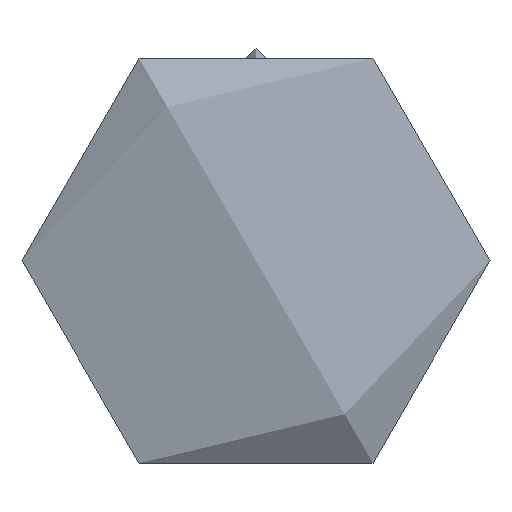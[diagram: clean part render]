
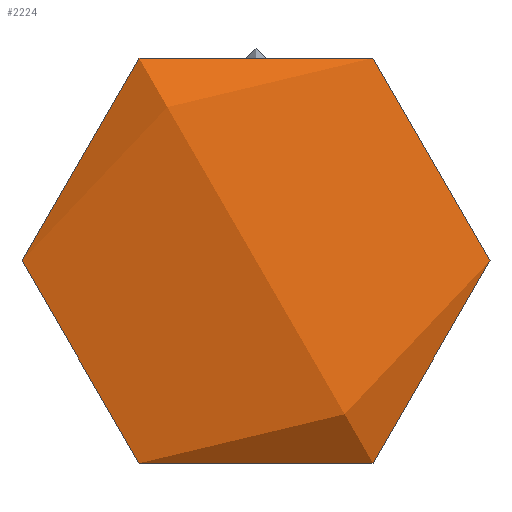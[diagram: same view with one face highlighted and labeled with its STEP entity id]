
A CAD part, left-side view. The second image highlights one B-rep face of the part: STEP entity #2224.
In plain terms, the highlighted free-form (B-spline) face has degree [1, 2] with [2, 9] control points.
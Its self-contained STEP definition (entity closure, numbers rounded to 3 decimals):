
#1884 = EDGE_CURVE('',#1885,#1887,#1889,.T.);
#1885 = VERTEX_POINT('',#1886);
#1886 = CARTESIAN_POINT('',(-13.856,1.938,
    0.));
#1887 = VERTEX_POINT('',#1888);
#1888 = CARTESIAN_POINT('',(-6.928,1.938,-12.));
#1889 = ( BOUNDED_CURVE() B_SPLINE_CURVE(2,(#1890,#1891,#1892),
.UNSPECIFIED.,.F.,.F.) B_SPLINE_CURVE_WITH_KNOTS((3,3),(
0.025,1.436),.PIECEWISE_BEZIER_KNOTS.) CURVE() 
GEOMETRIC_REPRESENTATION_ITEM() RATIONAL_B_SPLINE_CURVE((1.006,
1.161,1.006)) REPRESENTATION_ITEM('') );
#1890 = CARTESIAN_POINT('',(-13.856,1.938,
    0.));
#1891 = CARTESIAN_POINT('',(-10.392,-0.062,-6.));
#1892 = CARTESIAN_POINT('',(-6.928,1.938,-12.));
#1922 = EDGE_CURVE('',#1887,#1923,#1925,.T.);
#1923 = VERTEX_POINT('',#1924);
#1924 = CARTESIAN_POINT('',(6.928,1.938,-12.));
#1925 = ( BOUNDED_CURVE() B_SPLINE_CURVE(2,(#1926,#1927,#1928),
.UNSPECIFIED.,.F.,.F.) B_SPLINE_CURVE_WITH_KNOTS((3,3),(
0.025,1.436),.PIECEWISE_BEZIER_KNOTS.) CURVE() 
GEOMETRIC_REPRESENTATION_ITEM() RATIONAL_B_SPLINE_CURVE((1.006,
1.161,1.006)) REPRESENTATION_ITEM('') );
#1926 = CARTESIAN_POINT('',(-6.928,1.938,-12.));
#1927 = CARTESIAN_POINT('',(0.,-0.062,-12.)
  );
#1928 = CARTESIAN_POINT('',(6.928,1.938,-12.));
#1952 = EDGE_CURVE('',#1923,#1953,#1955,.T.);
#1953 = VERTEX_POINT('',#1954);
#1954 = CARTESIAN_POINT('',(13.856,1.938,
    0.));
#1955 = ( BOUNDED_CURVE() B_SPLINE_CURVE(2,(#1956,#1957,#1958),
.UNSPECIFIED.,.F.,.F.) B_SPLINE_CURVE_WITH_KNOTS((3,3),(
0.025,1.436),.PIECEWISE_BEZIER_KNOTS.) CURVE() 
GEOMETRIC_REPRESENTATION_ITEM() RATIONAL_B_SPLINE_CURVE((1.006,
1.161,1.006)) REPRESENTATION_ITEM('') );
#1956 = CARTESIAN_POINT('',(6.928,1.938,-12.));
#1957 = CARTESIAN_POINT('',(10.392,-0.062,-6.));
#1958 = CARTESIAN_POINT('',(13.856,1.938,
    0.));
#1982 = EDGE_CURVE('',#1953,#1983,#1985,.T.);
#1983 = VERTEX_POINT('',#1984);
#1984 = CARTESIAN_POINT('',(6.928,1.938,12.));
#1985 = ( BOUNDED_CURVE() B_SPLINE_CURVE(2,(#1986,#1987,#1988),
.UNSPECIFIED.,.F.,.F.) B_SPLINE_CURVE_WITH_KNOTS((3,3),(
0.025,1.436),.PIECEWISE_BEZIER_KNOTS.) CURVE() 
GEOMETRIC_REPRESENTATION_ITEM() RATIONAL_B_SPLINE_CURVE((1.006,
1.161,1.006)) REPRESENTATION_ITEM('') );
#1986 = CARTESIAN_POINT('',(13.856,1.938,
    0.));
#1987 = CARTESIAN_POINT('',(10.392,-0.062,6.));
#1988 = CARTESIAN_POINT('',(6.928,1.938,12.));
#2012 = EDGE_CURVE('',#1983,#2013,#2015,.T.);
#2013 = VERTEX_POINT('',#2014);
#2014 = CARTESIAN_POINT('',(-6.928,1.938,12.));
#2015 = ( BOUNDED_CURVE() B_SPLINE_CURVE(2,(#2016,#2017,#2018),
.UNSPECIFIED.,.F.,.F.) B_SPLINE_CURVE_WITH_KNOTS((3,3),(
0.025,1.436),.PIECEWISE_BEZIER_KNOTS.) CURVE() 
GEOMETRIC_REPRESENTATION_ITEM() RATIONAL_B_SPLINE_CURVE((1.006,
1.161,1.006)) REPRESENTATION_ITEM('') );
#2016 = CARTESIAN_POINT('',(6.928,1.938,12.));
#2017 = CARTESIAN_POINT('',(0.,-0.062,12.)
  );
#2018 = CARTESIAN_POINT('',(-6.928,1.938,12.));
#2042 = EDGE_CURVE('',#2013,#1885,#2043,.T.);
#2043 = ( BOUNDED_CURVE() B_SPLINE_CURVE(2,(#2044,#2045,#2046),
.UNSPECIFIED.,.F.,.F.) B_SPLINE_CURVE_WITH_KNOTS((3,3),(
0.025,1.436),.PIECEWISE_BEZIER_KNOTS.) CURVE() 
GEOMETRIC_REPRESENTATION_ITEM() RATIONAL_B_SPLINE_CURVE((1.006,
1.161,1.006)) REPRESENTATION_ITEM('') );
#2044 = CARTESIAN_POINT('',(-6.928,1.938,12.));
#2045 = CARTESIAN_POINT('',(-10.392,-0.062,6.));
#2046 = CARTESIAN_POINT('',(-13.856,1.938,
    0.));
#2196 = EDGE_CURVE('',#2197,#2199,#2201,.T.);
#2197 = VERTEX_POINT('',#2198);
#2198 = CARTESIAN_POINT('',(-10.5,0.,0.));
#2199 = VERTEX_POINT('',#2200);
#2200 = CARTESIAN_POINT('',(10.5,0.,0.));
#2201 = ( BOUNDED_CURVE() B_SPLINE_CURVE(2,(#2202,#2203,#2204,#2205,
#2206),.UNSPECIFIED.,.F.,.F.) B_SPLINE_CURVE_WITH_KNOTS((3,2,3),(0.,
1.571,3.142),.UNSPECIFIED.) CURVE() 
GEOMETRIC_REPRESENTATION_ITEM() RATIONAL_B_SPLINE_CURVE((1.,
0.707,1.,0.707,1.)) REPRESENTATION_ITEM('') );
#2202 = CARTESIAN_POINT('',(-10.5,0.,0.));
#2203 = CARTESIAN_POINT('',(-10.5,0.,10.5));
#2204 = CARTESIAN_POINT('',(0.,0.,10.5));
#2205 = CARTESIAN_POINT('',(10.5,0.,10.5));
#2206 = CARTESIAN_POINT('',(10.5,0.,0.));
#2208 = EDGE_CURVE('',#2199,#2197,#2209,.T.);
#2209 = ( BOUNDED_CURVE() B_SPLINE_CURVE(2,(#2210,#2211,#2212,#2213,
#2214),.UNSPECIFIED.,.F.,.F.) B_SPLINE_CURVE_WITH_KNOTS((3,2,3),(
    3.142,4.712,6.283),
.PIECEWISE_BEZIER_KNOTS.) CURVE() GEOMETRIC_REPRESENTATION_ITEM() 
RATIONAL_B_SPLINE_CURVE((1.,0.707,1.,0.707,1.)) 
REPRESENTATION_ITEM('') );
#2210 = CARTESIAN_POINT('',(10.5,0.,0.));
#2211 = CARTESIAN_POINT('',(10.5,0.,-10.5));
#2212 = CARTESIAN_POINT('',(0.,0.,-10.5));
#2213 = CARTESIAN_POINT('',(-10.5,0.,-10.5));
#2214 = CARTESIAN_POINT('',(-10.5,0.,0.));
#2224 = ADVANCED_FACE('',(#2225),#2241,.T.);
#2225 = FACE_BOUND('',#2226,.T.);
#2226 = EDGE_LOOP('',(#2227,#2228,#2229,#2230,#2231,#2232,#2233,#2238,
    #2239,#2240));
#2227 = ORIENTED_EDGE('',*,*,#1982,.T.);
#2228 = ORIENTED_EDGE('',*,*,#2012,.T.);
#2229 = ORIENTED_EDGE('',*,*,#2042,.T.);
#2230 = ORIENTED_EDGE('',*,*,#1884,.T.);
#2231 = ORIENTED_EDGE('',*,*,#1922,.T.);
#2232 = ORIENTED_EDGE('',*,*,#1952,.T.);
#2233 = ORIENTED_EDGE('',*,*,#2234,.T.);
#2234 = EDGE_CURVE('',#1953,#2199,#2235,.T.);
#2235 = B_SPLINE_CURVE_WITH_KNOTS('',1,(#2236,#2237),.UNSPECIFIED.,.F.,
  .F.,(2,2),(-0.151,0.165),.PIECEWISE_BEZIER_KNOTS.);
#2236 = CARTESIAN_POINT('',(13.856,1.938,0.));
#2237 = CARTESIAN_POINT('',(10.5,0.,0.));
#2238 = ORIENTED_EDGE('',*,*,#2208,.T.);
#2239 = ORIENTED_EDGE('',*,*,#2196,.T.);
#2240 = ORIENTED_EDGE('',*,*,#2234,.F.);
#2241 = ( BOUNDED_SURFACE() B_SPLINE_SURFACE(1,2,(
    (#2242,#2243,#2244,#2245,#2246,#2247,#2248,#2249,#2250)
    ,(#2251,#2252,#2253,#2254,#2255,#2256,#2257,#2258,#2259
)),.UNSPECIFIED.,.F.,.T.,.F.) B_SPLINE_SURFACE_WITH_KNOTS((2,2),(1,2,2,2
    ,2,2,1),(-0.165,0.151),(-4.712,
    -3.142,-1.571,0.,1.571,3.142,
4.712),.UNSPECIFIED.) GEOMETRIC_REPRESENTATION_ITEM() 
RATIONAL_B_SPLINE_SURFACE((
    (1.,0.707,1.,0.707,1.,0.707,1.
      ,0.707,1.)
    ,(1.,0.707,1.,0.707,1.,0.707,1.
,0.707,1.))) REPRESENTATION_ITEM('') SURFACE() );
#2242 = CARTESIAN_POINT('',(13.856,1.938,0.));
#2243 = CARTESIAN_POINT('',(13.856,1.938,
    -13.856));
#2244 = CARTESIAN_POINT('',(0.,1.938,-13.856));
#2245 = CARTESIAN_POINT('',(-13.856,1.938,
    -13.856));
#2246 = CARTESIAN_POINT('',(-13.856,1.938,0.));
#2247 = CARTESIAN_POINT('',(-13.856,1.938,
    13.856));
#2248 = CARTESIAN_POINT('',(0.,1.938,13.856));
#2249 = CARTESIAN_POINT('',(13.856,1.938,
    13.856));
#2250 = CARTESIAN_POINT('',(13.856,1.938,0.));
#2251 = CARTESIAN_POINT('',(10.5,0.,0.));
#2252 = CARTESIAN_POINT('',(10.5,0.,-10.5));
#2253 = CARTESIAN_POINT('',(0.,0.,-10.5));
#2254 = CARTESIAN_POINT('',(-10.5,0.,-10.5));
#2255 = CARTESIAN_POINT('',(-10.5,0.,0.));
#2256 = CARTESIAN_POINT('',(-10.5,0.,10.5));
#2257 = CARTESIAN_POINT('',(0.,0.,10.5));
#2258 = CARTESIAN_POINT('',(10.5,0.,10.5));
#2259 = CARTESIAN_POINT('',(10.5,0.,0.));
